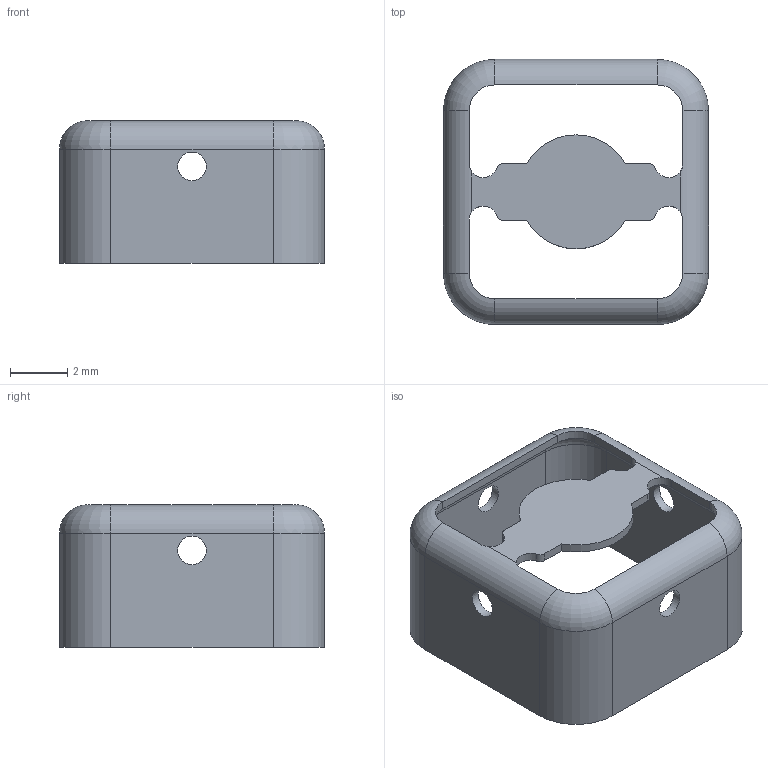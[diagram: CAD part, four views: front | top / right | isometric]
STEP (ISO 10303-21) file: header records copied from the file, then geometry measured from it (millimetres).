
FILE_DESCRIPTION(/* description */ ('Unknown'),/* implementation_level */ '2;1');
FILE_NAME(/* name */ 'H_Wurth_WE-SHC-SEAMLESS-FRAME_3670093',/* time_stamp */ '2025-07-04T10:15:48+08:00',/* author */ ('Unknown'),/* organization */ ('Unknown'),/* preprocessor_version */ 'ST-DEVELOPER v19.4',/* originating_system */ 'Solid Edge',/* authorisation */ 'Unknown');
FILE_SCHEMA (('AUTOMOTIVE_DESIGN {1 0 10303 214 3 1 1}'));
Length unit declared in the file: millimetre
Products named in the file (2): H_Wurth_WE-SHC-SEAMLESS-FRAME_3670093
Assembly tree (1 placements, depth 2):
  H_Wurth_WE-SHC-SEAMLESS-FRAME_3670093
    H_Wurth_WE-SHC-SEAMLESS-FRAME_3670093
Bounding box: 9.3 x 9.3 x 5 mm (x, y, z)
Volume: 56 mm3; surface area: 400.4 mm2
Topology: 1 solids, 1 shells, 63 faces, 161 edges, 97 vertices
Faces by surface type: cylinder 34, plane 21, torus 8
Full cylindrical faces by diameter (mm): 1 x4
Entity records: 1947 total; most frequent: DIRECTION 346, CARTESIAN_POINT 341, ORIENTED_EDGE 312, EDGE_CURVE 156, AXIS2_PLACEMENT_3D 133, VERTEX_POINT 96, LINE 80, VECTOR 80
